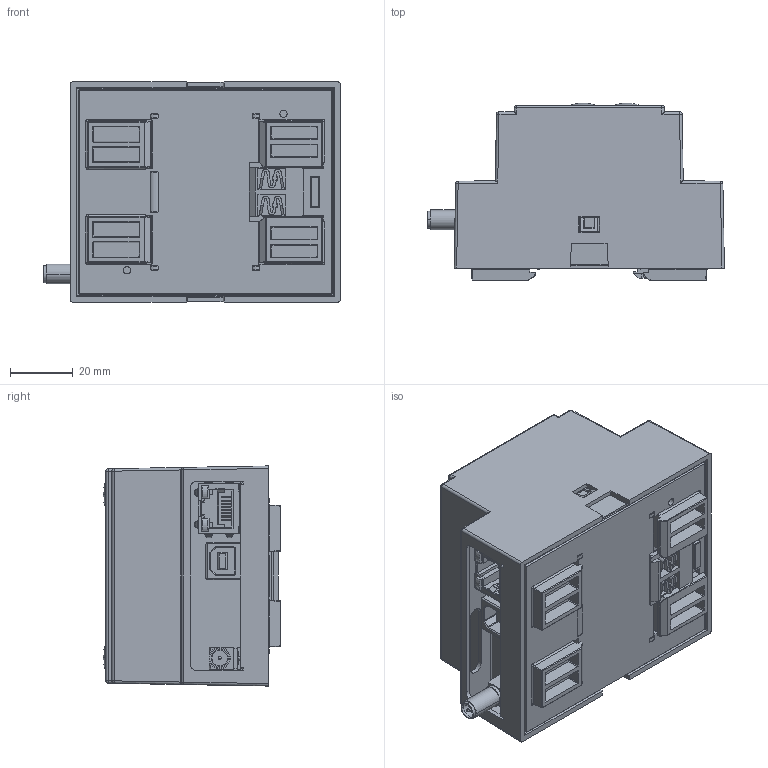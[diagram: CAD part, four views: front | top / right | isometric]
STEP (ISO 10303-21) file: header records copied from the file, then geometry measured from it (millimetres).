
FILE_DESCRIPTION((''),'2;1');
FILE_NAME('255105_SM01_ASM','2026-02-10T11:05:17',('banengservice'),('BANNER ENGINEERING'),'CREO PARAMETRIC BY PTC INC, 2022414','CREO PARAMETRIC BY PTC INC, 2022414','');
FILE_SCHEMA(('CONFIG_CONTROL_DESIGN'));
Products named in the file (2): 255105_EP01; 255105_SM01_ASM
Assembly tree (1 placements, depth 2):
  255105_SM01_ASM
    255105_EP01
Bounding box: 94.74 x 56.65 x 70.28 mm (x, y, z)
Volume: 233829.8 mm3; surface area: 59424.9 mm2
Topology: 1 solids, 1 shells, 1450 faces, 3928 edges, 2511 vertices
Faces by surface type: plane 834, cylinder 466, bspline 72, sphere 46, cone 22, extrusion 8, torus 2
Entity records: 56563 total; most frequent: CARTESIAN_POINT 21003, ORIENTED_EDGE 7836, DIRECTION 6652, EDGE_CURVE 3918, VECTOR 2628, LINE 2620, VERTEX_POINT 2511, AXIS2_PLACEMENT_3D 2012
